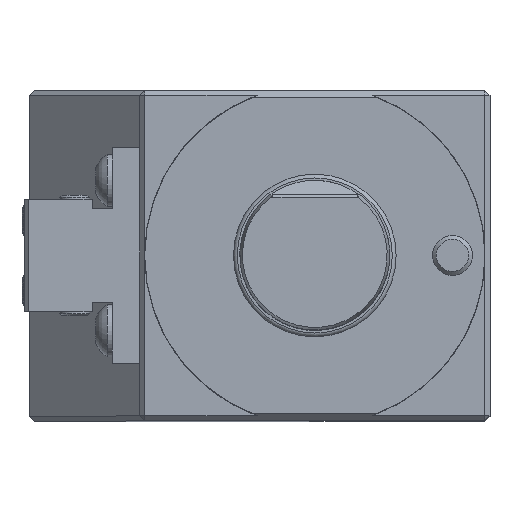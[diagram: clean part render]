
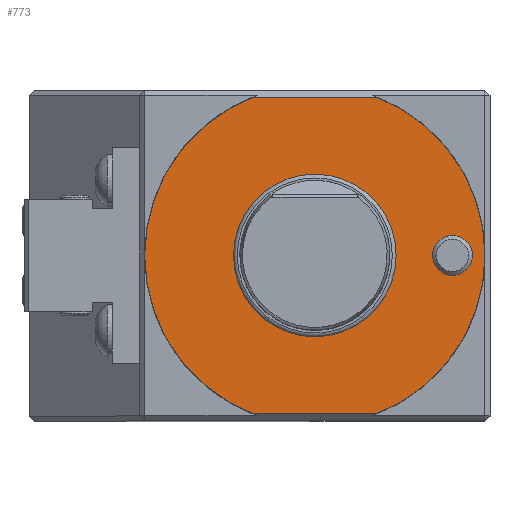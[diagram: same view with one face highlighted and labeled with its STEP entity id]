
A CAD part, top view. The second image highlights one B-rep face of the part: STEP entity #773.
In plain terms, the highlighted planar face has unit normal (0, 0, 1).
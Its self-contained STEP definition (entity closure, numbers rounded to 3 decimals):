
#306=LINE('',#4379,#527);
#307=LINE('',#4387,#528);
#527=VECTOR('',#3409,1.);
#528=VECTOR('',#3420,1.);
#603=FACE_BOUND('',#1186,.T.);
#604=FACE_BOUND('',#1187,.T.);
#605=FACE_BOUND('',#1188,.T.);
#773=ADVANCED_FACE('',(#603,#604,#605),#904,.F.);
#904=PLANE('',#2754);
#1186=EDGE_LOOP('',(#1820,#1821,#1822,#1823));
#1187=EDGE_LOOP('',(#1824));
#1188=EDGE_LOOP('',(#1825));
#1820=ORIENTED_EDGE('',*,*,#2430,.F.);
#1821=ORIENTED_EDGE('',*,*,#2428,.T.);
#1822=ORIENTED_EDGE('',*,*,#2426,.F.);
#1823=ORIENTED_EDGE('',*,*,#2424,.T.);
#1824=ORIENTED_EDGE('',*,*,#2242,.F.);
#1825=ORIENTED_EDGE('',*,*,#2431,.T.);
#1982=VERTEX_POINT('',#3997);
#2099=VERTEX_POINT('',#4378);
#2100=VERTEX_POINT('',#4380);
#2101=VERTEX_POINT('',#4384);
#2102=VERTEX_POINT('',#4388);
#2103=VERTEX_POINT('',#4394);
#2242=EDGE_CURVE('',#1982,#1982,#2467,.T.);
#2424=EDGE_CURVE('',#2100,#2099,#306,.T.);
#2426=EDGE_CURVE('',#2100,#2101,#2493,.T.);
#2428=EDGE_CURVE('',#2102,#2101,#307,.T.);
#2430=EDGE_CURVE('',#2102,#2099,#2494,.T.);
#2431=EDGE_CURVE('',#2103,#2103,#2495,.T.);
#2467=CIRCLE('',#2634,16.109);
#2493=CIRCLE('',#2746,34.);
#2494=CIRCLE('',#2751,34.);
#2495=CIRCLE('',#2753,4.);
#2634=AXIS2_PLACEMENT_3D('',#3996,#3034,#3035);
#2746=AXIS2_PLACEMENT_3D('',#4383,#3414,#3415);
#2751=AXIS2_PLACEMENT_3D('',#4391,#3425,#3426);
#2753=AXIS2_PLACEMENT_3D('',#4393,#3429,#3430);
#2754=AXIS2_PLACEMENT_3D('',#4395,#3431,#3432);
#3034=DIRECTION('',(0.,0.,1.));
#3035=DIRECTION('',(0.,1.,0.));
#3409=DIRECTION('',(-1.,0.,0.));
#3414=DIRECTION('',(0.,0.,-1.));
#3415=DIRECTION('',(0.,-1.,0.));
#3420=DIRECTION('',(1.,0.,0.));
#3425=DIRECTION('',(0.,0.,-1.));
#3426=DIRECTION('',(0.,-1.,0.));
#3429=DIRECTION('',(0.,0.,-1.));
#3430=DIRECTION('',(0.,1.,0.));
#3431=DIRECTION('',(0.,0.,-1.));
#3432=DIRECTION('',(1.,0.,0.));
#3996=CARTESIAN_POINT('',(0.,0.,0.));
#3997=CARTESIAN_POINT('',(0.,16.109,0.));
#4378=CARTESIAN_POINT('',(-12.796,31.5,0.));
#4379=CARTESIAN_POINT('',(-57.,31.5,0.));
#4380=CARTESIAN_POINT('',(12.796,31.5,0.));
#4383=CARTESIAN_POINT('',(0.,0.,0.));
#4384=CARTESIAN_POINT('',(12.796,-31.5,0.));
#4387=CARTESIAN_POINT('',(-57.,-31.5,0.));
#4388=CARTESIAN_POINT('',(-12.796,-31.5,0.));
#4391=CARTESIAN_POINT('',(0.,0.,0.));
#4393=CARTESIAN_POINT('',(27.5,0.,0.));
#4394=CARTESIAN_POINT('',(27.5,4.,0.));
#4395=CARTESIAN_POINT('',(-57.,33.,0.));
